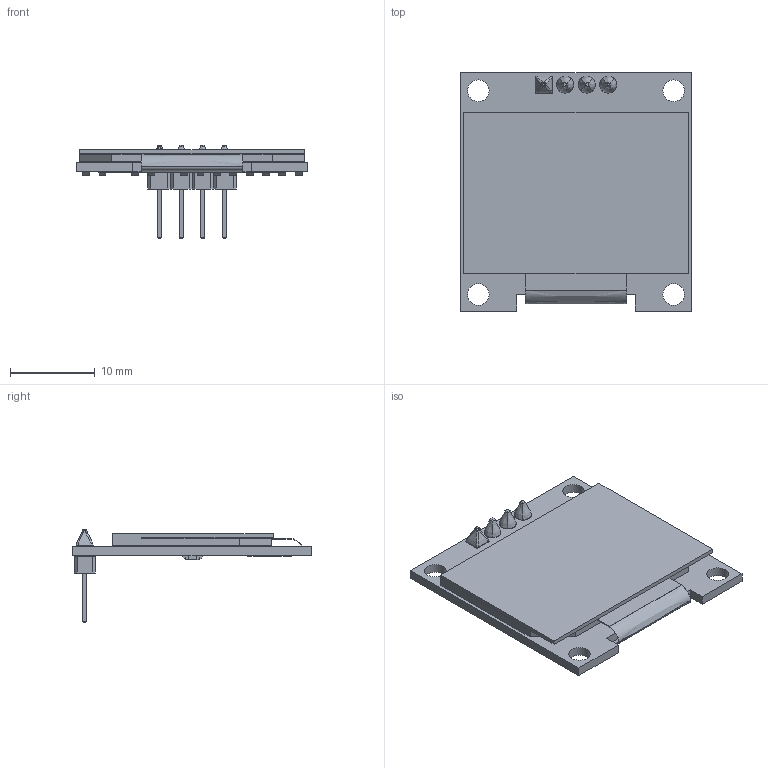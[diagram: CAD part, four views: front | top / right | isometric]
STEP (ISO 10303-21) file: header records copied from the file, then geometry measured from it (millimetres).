
FILE_DESCRIPTION(/* description */ (''),/* implementation_level */ '2;1');
FILE_NAME(/* name */ '0.96 OLED v3 v4.step',/* time_stamp */ '2019-11-10T20:45:35+13:00',/* author */ (''),/* organization */ (''),/* preprocessor_version */ 'ST-DEVELOPER v18',/* originating_system */ 'Autodesk Translation Framework v8.9.1.1155',/* authorisation */ '');
FILE_SCHEMA (('AUTOMOTIVE_DESIGN { 1 0 10303 214 3 1 1 }'));
Length unit declared in the file: millimetre
Products named in the file (1): 0.96 OLED v3
Bounding box: 27.25 x 28.16 x 11 mm (x, y, z)
Volume: 1556.7 mm3; surface area: 4008.3 mm2
Topology: 2 solids, 2 shells, 848 faces, 2237 edges, 1456 vertices
Faces by surface type: plane 694, cylinder 86, bspline 68
Full cylindrical faces by diameter (mm): 0.8 x4, 2 x6, 2.55 x4
Entity records: 27610 total; most frequent: CARTESIAN_POINT 6444, ORIENTED_EDGE 4474, DIRECTION 3765, EDGE_CURVE 2237, LINE 1931, VECTOR 1931, VERTEX_POINT 1456, EDGE_LOOP 929
